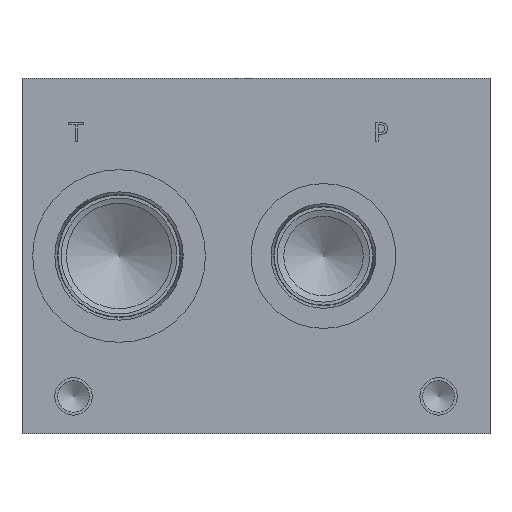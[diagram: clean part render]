
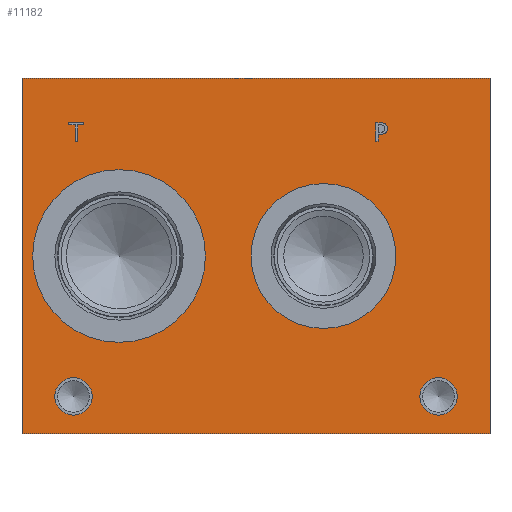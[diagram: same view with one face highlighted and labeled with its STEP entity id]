
A CAD part, left-side view. The second image highlights one B-rep face of the part: STEP entity #11182.
In plain terms, the highlighted planar face has unit normal (-1, 0, 0).
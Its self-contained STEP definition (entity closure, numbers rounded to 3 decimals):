
#152=CIRCLE('',#11656,29.286);
#153=CIRCLE('',#11657,29.286);
#154=CIRCLE('',#11658,24.562);
#155=CIRCLE('',#11659,24.562);
#156=CIRCLE('',#11660,6.35);
#157=CIRCLE('',#11661,6.35);
#158=CIRCLE('',#11662,6.35);
#159=CIRCLE('',#11663,6.35);
#445=FACE_BOUND('',#1977,.T.);
#446=FACE_BOUND('',#1978,.T.);
#447=FACE_BOUND('',#1979,.T.);
#448=FACE_BOUND('',#1980,.T.);
#449=FACE_BOUND('',#1981,.T.);
#450=FACE_BOUND('',#1982,.T.);
#769=B_SPLINE_CURVE_WITH_KNOTS('',2,(#18646,#18647,#18648,#18649),
 .UNSPECIFIED.,.F.,.F.,(3,1,3),(0.,1.,2.),.UNSPECIFIED.);
#771=B_SPLINE_CURVE_WITH_KNOTS('',2,(#18667,#18668,#18669,#18670),
 .UNSPECIFIED.,.F.,.F.,(3,1,3),(0.,1.,2.),.UNSPECIFIED.);
#773=B_SPLINE_CURVE_WITH_KNOTS('',2,(#18716,#18717,#18718,#18719),
 .UNSPECIFIED.,.F.,.F.,(3,1,3),(0.,1.,2.),.UNSPECIFIED.);
#775=B_SPLINE_CURVE_WITH_KNOTS('',2,(#18734,#18735,#18736,#18737),
 .UNSPECIFIED.,.F.,.F.,(3,1,3),(0.,1.,2.),.UNSPECIFIED.);
#1342=FACE_OUTER_BOUND('',#1976,.T.);
#1976=EDGE_LOOP('',(#9170,#9171,#9172,#9173));
#1977=EDGE_LOOP('',(#9174,#9175));
#1978=EDGE_LOOP('',(#9176,#9177));
#1979=EDGE_LOOP('',(#9178,#9179));
#1980=EDGE_LOOP('',(#9180,#9181));
#1981=EDGE_LOOP('',(#9182,#9183,#9184,#9185,#9186,#9187,#9188,#9189));
#1982=EDGE_LOOP('',(#9190,#9191,#9192,#9193,#9194,#9195,#9196,#9197,#9198));
#2485=LINE('',#16898,#3508);
#3042=LINE('',#18679,#4065);
#3045=LINE('',#18685,#4068);
#3048=LINE('',#18691,#4071);
#3051=LINE('',#18697,#4074);
#3054=LINE('',#18703,#4077);
#3058=LINE('',#18745,#4081);
#3059=LINE('',#18747,#4082);
#3060=LINE('',#18748,#4083);
#3061=LINE('',#18767,#4084);
#3062=LINE('',#18769,#4085);
#3063=LINE('',#18771,#4086);
#3064=LINE('',#18773,#4087);
#3065=LINE('',#18775,#4088);
#3066=LINE('',#18777,#4089);
#3067=LINE('',#18779,#4090);
#3068=LINE('',#18780,#4091);
#3508=VECTOR('',#12517,10.);
#4065=VECTOR('',#13500,10.);
#4068=VECTOR('',#13505,10.);
#4071=VECTOR('',#13510,10.);
#4074=VECTOR('',#13515,10.);
#4077=VECTOR('',#13520,10.);
#4081=VECTOR('',#13528,10.);
#4082=VECTOR('',#13529,10.);
#4083=VECTOR('',#13530,10.);
#4084=VECTOR('',#13547,10.);
#4085=VECTOR('',#13548,10.);
#4086=VECTOR('',#13549,10.);
#4087=VECTOR('',#13550,10.);
#4088=VECTOR('',#13551,10.);
#4089=VECTOR('',#13552,10.);
#4090=VECTOR('',#13553,10.);
#4091=VECTOR('',#13554,10.);
#4570=VERTEX_POINT('',#16891);
#4573=VERTEX_POINT('',#16896);
#5002=VERTEX_POINT('',#18644);
#5003=VERTEX_POINT('',#18645);
#5006=VERTEX_POINT('',#18666);
#5008=VERTEX_POINT('',#18678);
#5010=VERTEX_POINT('',#18684);
#5012=VERTEX_POINT('',#18690);
#5014=VERTEX_POINT('',#18696);
#5016=VERTEX_POINT('',#18702);
#5018=VERTEX_POINT('',#18715);
#5020=VERTEX_POINT('',#18744);
#5021=VERTEX_POINT('',#18746);
#5022=VERTEX_POINT('',#18749);
#5023=VERTEX_POINT('',#18750);
#5024=VERTEX_POINT('',#18753);
#5025=VERTEX_POINT('',#18754);
#5026=VERTEX_POINT('',#18757);
#5027=VERTEX_POINT('',#18758);
#5028=VERTEX_POINT('',#18761);
#5029=VERTEX_POINT('',#18762);
#5030=VERTEX_POINT('',#18765);
#5031=VERTEX_POINT('',#18766);
#5032=VERTEX_POINT('',#18768);
#5033=VERTEX_POINT('',#18770);
#5034=VERTEX_POINT('',#18772);
#5035=VERTEX_POINT('',#18774);
#5036=VERTEX_POINT('',#18776);
#5037=VERTEX_POINT('',#18778);
#5817=EDGE_CURVE('',#4570,#4573,#2485,.T.);
#6453=EDGE_CURVE('',#5002,#5003,#769,.T.);
#6457=EDGE_CURVE('',#5006,#5002,#771,.T.);
#6460=EDGE_CURVE('',#5008,#5006,#3042,.T.);
#6463=EDGE_CURVE('',#5010,#5008,#3045,.T.);
#6466=EDGE_CURVE('',#5012,#5010,#3048,.T.);
#6469=EDGE_CURVE('',#5014,#5012,#3051,.T.);
#6472=EDGE_CURVE('',#5016,#5014,#3054,.T.);
#6475=EDGE_CURVE('',#5018,#5016,#773,.T.);
#6478=EDGE_CURVE('',#5003,#5018,#775,.T.);
#6480=EDGE_CURVE('',#5020,#4570,#3058,.T.);
#6481=EDGE_CURVE('',#5021,#4573,#3059,.T.);
#6482=EDGE_CURVE('',#5020,#5021,#3060,.T.);
#6483=EDGE_CURVE('',#5022,#5023,#152,.T.);
#6484=EDGE_CURVE('',#5023,#5022,#153,.T.);
#6485=EDGE_CURVE('',#5024,#5025,#154,.T.);
#6486=EDGE_CURVE('',#5025,#5024,#155,.T.);
#6487=EDGE_CURVE('',#5026,#5027,#156,.T.);
#6488=EDGE_CURVE('',#5027,#5026,#157,.T.);
#6489=EDGE_CURVE('',#5028,#5029,#158,.T.);
#6490=EDGE_CURVE('',#5029,#5028,#159,.T.);
#6491=EDGE_CURVE('',#5030,#5031,#3061,.T.);
#6492=EDGE_CURVE('',#5031,#5032,#3062,.T.);
#6493=EDGE_CURVE('',#5032,#5033,#3063,.T.);
#6494=EDGE_CURVE('',#5033,#5034,#3064,.T.);
#6495=EDGE_CURVE('',#5034,#5035,#3065,.T.);
#6496=EDGE_CURVE('',#5035,#5036,#3066,.T.);
#6497=EDGE_CURVE('',#5036,#5037,#3067,.T.);
#6498=EDGE_CURVE('',#5037,#5030,#3068,.T.);
#9170=ORIENTED_EDGE('',*,*,#6480,.T.);
#9171=ORIENTED_EDGE('',*,*,#5817,.T.);
#9172=ORIENTED_EDGE('',*,*,#6481,.F.);
#9173=ORIENTED_EDGE('',*,*,#6482,.F.);
#9174=ORIENTED_EDGE('',*,*,#6483,.T.);
#9175=ORIENTED_EDGE('',*,*,#6484,.T.);
#9176=ORIENTED_EDGE('',*,*,#6485,.T.);
#9177=ORIENTED_EDGE('',*,*,#6486,.T.);
#9178=ORIENTED_EDGE('',*,*,#6487,.T.);
#9179=ORIENTED_EDGE('',*,*,#6488,.T.);
#9180=ORIENTED_EDGE('',*,*,#6489,.T.);
#9181=ORIENTED_EDGE('',*,*,#6490,.T.);
#9182=ORIENTED_EDGE('',*,*,#6491,.T.);
#9183=ORIENTED_EDGE('',*,*,#6492,.T.);
#9184=ORIENTED_EDGE('',*,*,#6493,.T.);
#9185=ORIENTED_EDGE('',*,*,#6494,.T.);
#9186=ORIENTED_EDGE('',*,*,#6495,.T.);
#9187=ORIENTED_EDGE('',*,*,#6496,.T.);
#9188=ORIENTED_EDGE('',*,*,#6497,.T.);
#9189=ORIENTED_EDGE('',*,*,#6498,.T.);
#9190=ORIENTED_EDGE('',*,*,#6453,.T.);
#9191=ORIENTED_EDGE('',*,*,#6478,.T.);
#9192=ORIENTED_EDGE('',*,*,#6475,.T.);
#9193=ORIENTED_EDGE('',*,*,#6472,.T.);
#9194=ORIENTED_EDGE('',*,*,#6469,.T.);
#9195=ORIENTED_EDGE('',*,*,#6466,.T.);
#9196=ORIENTED_EDGE('',*,*,#6463,.T.);
#9197=ORIENTED_EDGE('',*,*,#6460,.T.);
#9198=ORIENTED_EDGE('',*,*,#6457,.T.);
#10299=PLANE('',#11655);
#11182=ADVANCED_FACE('',(#1342,#445,#446,#447,#448,#449,#450),#10299,.T.);
#11655=AXIS2_PLACEMENT_3D('',#18743,#13526,#13527);
#11656=AXIS2_PLACEMENT_3D('',#18751,#13531,#13532);
#11657=AXIS2_PLACEMENT_3D('',#18752,#13533,#13534);
#11658=AXIS2_PLACEMENT_3D('',#18755,#13535,#13536);
#11659=AXIS2_PLACEMENT_3D('',#18756,#13537,#13538);
#11660=AXIS2_PLACEMENT_3D('',#18759,#13539,#13540);
#11661=AXIS2_PLACEMENT_3D('',#18760,#13541,#13542);
#11662=AXIS2_PLACEMENT_3D('',#18763,#13543,#13544);
#11663=AXIS2_PLACEMENT_3D('',#18764,#13545,#13546);
#12517=DIRECTION('',(0.,0.,1.));
#13500=DIRECTION('',(0.,-1.,0.));
#13505=DIRECTION('',(0.,0.,1.));
#13510=DIRECTION('',(0.,1.,0.));
#13515=DIRECTION('',(0.,0.,-1.));
#13520=DIRECTION('',(0.,1.,0.));
#13526=DIRECTION('center_axis',(-1.,0.,0.));
#13527=DIRECTION('ref_axis',(0.,-1.,0.));
#13528=DIRECTION('',(0.,-1.,0.));
#13529=DIRECTION('',(0.,-1.,0.));
#13530=DIRECTION('',(0.,0.,1.));
#13531=DIRECTION('center_axis',(1.,0.,0.));
#13532=DIRECTION('ref_axis',(0.,0.,1.));
#13533=DIRECTION('center_axis',(1.,0.,0.));
#13534=DIRECTION('ref_axis',(0.,0.,1.));
#13535=DIRECTION('center_axis',(1.,0.,0.));
#13536=DIRECTION('ref_axis',(0.,0.,1.));
#13537=DIRECTION('center_axis',(1.,0.,0.));
#13538=DIRECTION('ref_axis',(0.,0.,1.));
#13539=DIRECTION('center_axis',(1.,0.,0.));
#13540=DIRECTION('ref_axis',(0.,1.,0.));
#13541=DIRECTION('center_axis',(1.,0.,0.));
#13542=DIRECTION('ref_axis',(0.,1.,0.));
#13543=DIRECTION('center_axis',(1.,0.,0.));
#13544=DIRECTION('ref_axis',(0.,1.,0.));
#13545=DIRECTION('center_axis',(1.,0.,0.));
#13546=DIRECTION('ref_axis',(0.,1.,0.));
#13547=DIRECTION('',(0.,1.,0.));
#13548=DIRECTION('',(0.,0.,1.));
#13549=DIRECTION('',(0.,1.,0.));
#13550=DIRECTION('',(0.,0.,1.));
#13551=DIRECTION('',(0.,-1.,0.));
#13552=DIRECTION('',(0.,0.,-1.));
#13553=DIRECTION('',(0.,1.,0.));
#13554=DIRECTION('',(0.,0.,-1.));
#16891=CARTESIAN_POINT('',(0.,0.,0.));
#16896=CARTESIAN_POINT('',(0.,0.,120.65));
#16898=CARTESIAN_POINT('',(0.,0.,0.));
#18644=CARTESIAN_POINT('',(0.,35.571,105.141));
#18645=CARTESIAN_POINT('',(0.,34.815,103.623));
#18646=CARTESIAN_POINT('Ctrl Pts',(0.,35.571,105.141));
#18647=CARTESIAN_POINT('Ctrl Pts',(0.,35.216,104.899));
#18648=CARTESIAN_POINT('Ctrl Pts',(0.,34.815,104.153));
#18649=CARTESIAN_POINT('Ctrl Pts',(0.,34.815,103.623));
#18666=CARTESIAN_POINT('',(0.,37.233,105.537));
#18667=CARTESIAN_POINT('Ctrl Pts',(0.,37.233,105.537));
#18668=CARTESIAN_POINT('Ctrl Pts',(0.,36.667,105.537));
#18669=CARTESIAN_POINT('Ctrl Pts',(0.,35.875,105.352));
#18670=CARTESIAN_POINT('Ctrl Pts',(0.,35.571,105.141));
#18678=CARTESIAN_POINT('',(0.,38.828,105.537));
#18679=CARTESIAN_POINT('',(0.,98.789,105.537));
#18684=CARTESIAN_POINT('',(0.,38.828,99.187));
#18685=CARTESIAN_POINT('',(0.,38.828,49.593));
#18690=CARTESIAN_POINT('',(0.,37.984,99.187));
#18691=CARTESIAN_POINT('',(0.,98.367,99.187));
#18696=CARTESIAN_POINT('',(0.,37.984,101.554));
#18697=CARTESIAN_POINT('',(0.,37.984,50.777));
#18702=CARTESIAN_POINT('',(0.,37.269,101.554));
#18703=CARTESIAN_POINT('',(0.,98.01,101.554));
#18715=CARTESIAN_POINT('',(0.,35.37,102.213));
#18716=CARTESIAN_POINT('Ctrl Pts',(0.,35.37,102.213));
#18717=CARTESIAN_POINT('Ctrl Pts',(0.,35.7,101.889));
#18718=CARTESIAN_POINT('Ctrl Pts',(0.,36.59,101.554));
#18719=CARTESIAN_POINT('Ctrl Pts',(0.,37.269,101.554));
#18734=CARTESIAN_POINT('Ctrl Pts',(0.,34.815,103.623));
#18735=CARTESIAN_POINT('Ctrl Pts',(0.,34.815,103.211));
#18736=CARTESIAN_POINT('Ctrl Pts',(0.,35.108,102.47));
#18737=CARTESIAN_POINT('Ctrl Pts',(0.,35.37,102.213));
#18743=CARTESIAN_POINT('Origin',(0.,158.75,0.));
#18744=CARTESIAN_POINT('',(0.,158.75,0.));
#18745=CARTESIAN_POINT('',(0.,158.75,0.));
#18746=CARTESIAN_POINT('',(0.,158.75,120.65));
#18747=CARTESIAN_POINT('',(0.,158.75,120.65));
#18748=CARTESIAN_POINT('',(0.,158.75,0.));
#18749=CARTESIAN_POINT('',(0.,125.832,89.611));
#18750=CARTESIAN_POINT('',(0.,125.832,31.039));
#18751=CARTESIAN_POINT('Origin',(0.,125.832,60.325));
#18752=CARTESIAN_POINT('Origin',(0.,125.832,60.325));
#18753=CARTESIAN_POINT('',(0.,56.49,84.887));
#18754=CARTESIAN_POINT('',(0.,56.49,35.763));
#18755=CARTESIAN_POINT('Origin',(0.,56.49,60.325));
#18756=CARTESIAN_POINT('Origin',(0.,56.49,60.325));
#18757=CARTESIAN_POINT('',(0.,147.625,12.7));
#18758=CARTESIAN_POINT('',(0.,134.925,12.7));
#18759=CARTESIAN_POINT('Origin',(0.,141.275,12.7));
#18760=CARTESIAN_POINT('Origin',(0.,141.275,12.7));
#18761=CARTESIAN_POINT('',(0.,23.8,12.7));
#18762=CARTESIAN_POINT('',(0.,11.1,12.7));
#18763=CARTESIAN_POINT('Origin',(0.,17.45,12.7));
#18764=CARTESIAN_POINT('Origin',(0.,17.45,12.7));
#18765=CARTESIAN_POINT('',(0.,139.88,99.187));
#18766=CARTESIAN_POINT('',(0.,140.724,99.187));
#18767=CARTESIAN_POINT('',(0.,149.315,99.187));
#18768=CARTESIAN_POINT('',(0.,140.724,104.786));
#18769=CARTESIAN_POINT('',(0.,140.724,49.594));
#18770=CARTESIAN_POINT('',(0.,142.855,104.786));
#18771=CARTESIAN_POINT('',(0.,149.737,104.786));
#18772=CARTESIAN_POINT('',(0.,142.855,105.537));
#18773=CARTESIAN_POINT('',(0.,142.855,52.393));
#18774=CARTESIAN_POINT('',(0.,137.75,105.537));
#18775=CARTESIAN_POINT('',(0.,150.802,105.537));
#18776=CARTESIAN_POINT('',(0.,137.75,104.786));
#18777=CARTESIAN_POINT('',(0.,137.75,52.768));
#18778=CARTESIAN_POINT('',(0.,139.88,104.786));
#18779=CARTESIAN_POINT('',(0.,148.25,104.786));
#18780=CARTESIAN_POINT('',(0.,139.88,52.393));
